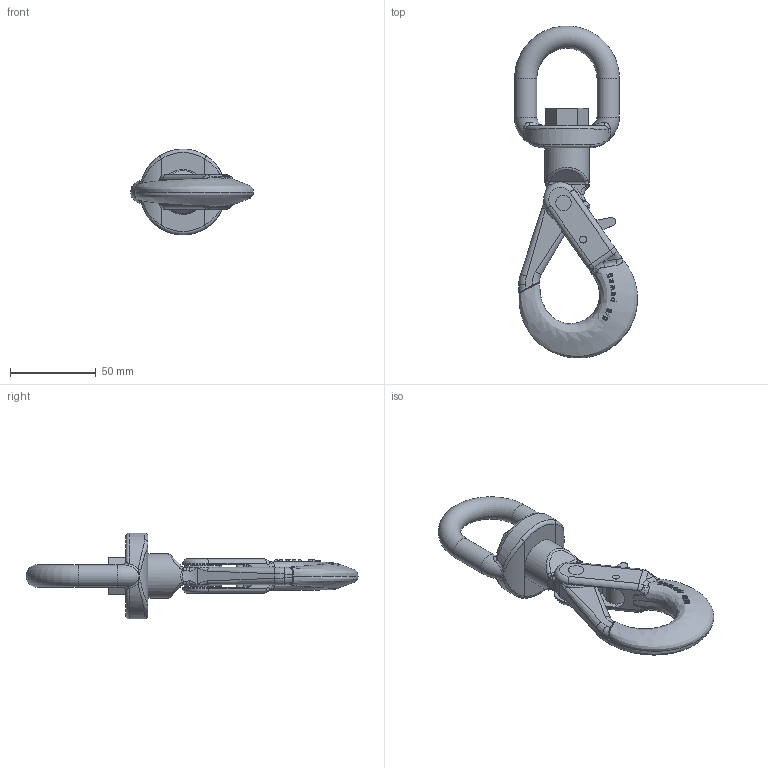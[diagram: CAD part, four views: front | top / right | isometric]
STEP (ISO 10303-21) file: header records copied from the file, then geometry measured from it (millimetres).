
FILE_DESCRIPTION(/* description */ (''),/* implementation_level */ '2;1');
FILE_NAME(/* name */ 'pewag_WLHW_WLHBW_6',/* time_stamp */ '2010-01-14T15:45:58+01:00',/* author */ (''),/* organization */ (''),/* preprocessor_version */ 'ST-DEVELOPER v9',/* originating_system */ 'UGS - NX 4.0',/* authorisation */ '');
FILE_SCHEMA (('AUTOMOTIVE_DESIGN { 1 0 10303 214 1 1 1 1 }'));
Length unit declared in the file: millimetre
Products named in the file (1): rit969084l7
Bounding box: 71.56 x 193.15 x 49.95 mm (x, y, z)
Volume: 102114 mm3; surface area: 34380.7 mm2
Topology: 8 solids, 8 shells, 355 faces, 897 edges, 554 vertices
Faces by surface type: plane 102, extrusion 88, bspline 87, cylinder 53, torus 19, sphere 6
Full cylindrical faces by diameter (mm): 4 x4, 9 x3, 10 x1, 13 x6, 25 x2, 26 x1
Entity records: 19214 total; most frequent: CARTESIAN_POINT 11906, ORIENTED_EDGE 1714, DIRECTION 1045, EDGE_CURVE 857, VERTEX_POINT 550, B_SPLINE_CURVE_WITH_KNOTS 490, EDGE_LOOP 407, AXIS2_PLACEMENT_3D 357
